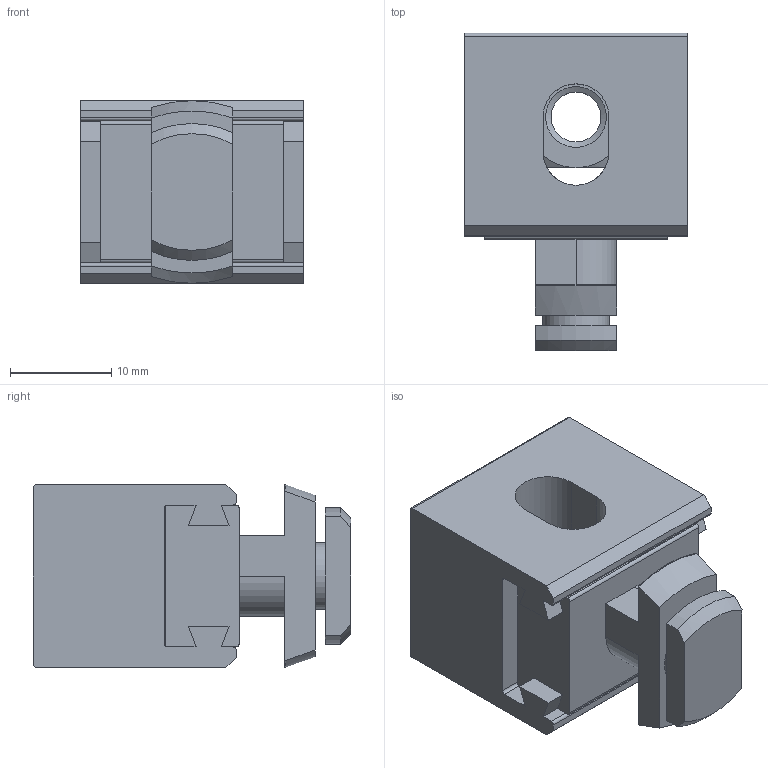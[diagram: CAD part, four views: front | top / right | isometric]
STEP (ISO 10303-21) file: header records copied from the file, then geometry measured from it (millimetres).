
FILE_DESCRIPTION((''),'2;1');
FILE_NAME('SZ1518S_A.stp','2013-08-29T08:35:12',('janine behrens'),(''),'Autodesk Inventor 2012','Autodesk Inventor 2012','');
FILE_SCHEMA(('AUTOMOTIVE_DESIGN { 1 0 10303 214 1 1 1 1 }'));
Length unit declared in the file: millimetre
Products named in the file (4): SZ1518S_A; MK7715100-A; MK7715111-A; DK0557060000_A
Assembly tree (3 placements, depth 2):
  SZ1518S_A
    MK7715100-A
    MK7715111-A
    DK0557060000_A
Bounding box: 22 x 31.3 x 18 mm (x, y, z)
Volume: 7037.9 mm3; surface area: 5648.1 mm2
Topology: 4 solids, 4 shells, 140 faces, 376 edges, 249 vertices
Faces by surface type: plane 99, cylinder 31, cone 10
Full cylindrical faces by diameter (mm): 4.917 x1, 6.6 x1
Entity records: 4471 total; most frequent: CARTESIAN_POINT 835, ORIENTED_EDGE 744, DIRECTION 718, EDGE_CURVE 372, VECTOR 280, LINE 280, VERTEX_POINT 248, AXIS2_PLACEMENT_3D 219
